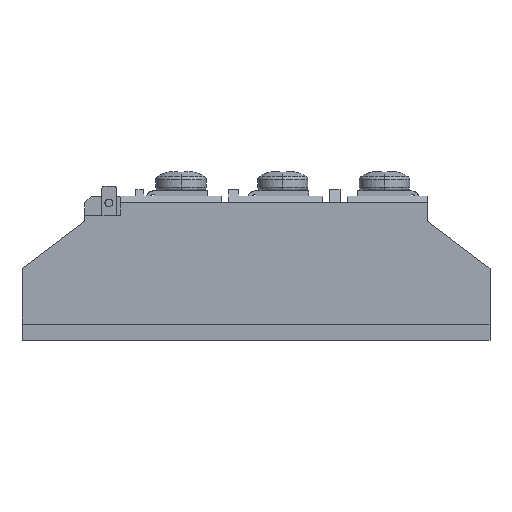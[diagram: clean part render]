
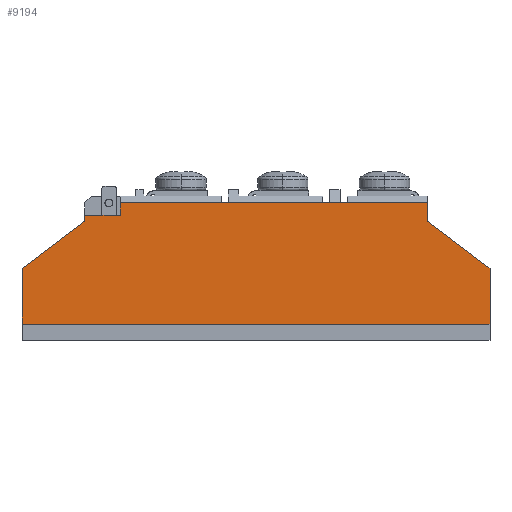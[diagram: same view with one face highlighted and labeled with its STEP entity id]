
A CAD part, top view. The second image highlights one B-rep face of the part: STEP entity #9194.
In plain terms, the highlighted planar face has unit normal (0, 0, -1).
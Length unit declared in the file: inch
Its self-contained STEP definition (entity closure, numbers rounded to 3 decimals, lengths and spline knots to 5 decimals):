
#7614 = PLANE ( 'NONE',  #19333 ) ;
#7615 = CARTESIAN_POINT ( 'NONE',  ( 1.78997, 0.02386, 0.26643 ) ) ;
#7616 = DIRECTION ( 'NONE',  ( 0., 0., -1. ) ) ;
#7617 = DIRECTION ( 'NONE',  ( -1., 0., 0. ) ) ;
#8176 = CARTESIAN_POINT ( 'NONE',  ( -1.07003, 0.49386, 0.26643 ) ) ;
#8177 = DIRECTION ( 'NONE',  ( 0., 1., 0. ) ) ;
#8178 = CARTESIAN_POINT ( 'NONE',  ( -0.02003, 0.86386, 0.26643 ) ) ;
#8179 = DIRECTION ( 'NONE',  ( 1., 0., 0. ) ) ;
#8180 = CARTESIAN_POINT ( 'NONE',  ( -1.34503, 0.49386, 0.26643 ) ) ;
#8181 = DIRECTION ( 'NONE',  ( 0., 1., 0. ) ) ;
#8182 = CARTESIAN_POINT ( 'NONE',  ( -1.83003, 0.45386, 0.26643 ) ) ;
#8183 = CARTESIAN_POINT ( 'NONE',  ( -1.66836, 0.57569, 0.26643 ) ) ;
#8184 = CARTESIAN_POINT ( 'NONE',  ( -1.50669, 0.69751, 0.26643 ) ) ;
#8185 = CARTESIAN_POINT ( 'NONE',  ( -1.34503, 0.81934, 0.26643 ) ) ;
#8186 = CARTESIAN_POINT ( 'NONE',  ( -1.83003, 0.49386, 0.26643 ) ) ;
#8187 = DIRECTION ( 'NONE',  ( 0., 1., 0. ) ) ;
#8188 = CARTESIAN_POINT ( 'NONE',  ( -0.02003, 0.02386, 0.26643 ) ) ;
#8189 = DIRECTION ( 'NONE',  ( -1., 0., 0. ) ) ;
#8190 = CARTESIAN_POINT ( 'NONE',  ( 1.78997, 0.49386, 0.26643 ) ) ;
#8191 = DIRECTION ( 'NONE',  ( 0., -1., 0. ) ) ;
#8192 = CARTESIAN_POINT ( 'NONE',  ( 1.30497, 0.81934, 0.26643 ) ) ;
#8193 = CARTESIAN_POINT ( 'NONE',  ( 1.46664, 0.69751, 0.26643 ) ) ;
#8194 = CARTESIAN_POINT ( 'NONE',  ( 1.62831, 0.57569, 0.26643 ) ) ;
#8195 = CARTESIAN_POINT ( 'NONE',  ( 1.78997, 0.45386, 0.26643 ) ) ;
#8196 = CARTESIAN_POINT ( 'NONE',  ( -0.02003, 0.96386, 0.26643 ) ) ;
#8197 = DIRECTION ( 'NONE',  ( 1., 0., 0. ) ) ;
#8198 = CARTESIAN_POINT ( 'NONE',  ( 1.30497, 0.49386, 0.26643 ) ) ;
#8199 = DIRECTION ( 'NONE',  ( 0., -1., 0. ) ) ;
#9194 = ADVANCED_FACE ( 'NONE', ( #31568 ), #7614, .T. ) ;
#9367 = EDGE_CURVE ( 'NONE', #35882, #35873, #10965, .T. ) ;
#9369 = EDGE_CURVE ( 'NONE', #35881, #35882, #10966, .T. ) ;
#9373 = EDGE_CURVE ( 'NONE', #35880, #35881, #10967, .T. ) ;
#9374 = EDGE_CURVE ( 'NONE', #35879, #35880, #36366, .T. ) ;
#9375 = EDGE_CURVE ( 'NONE', #35878, #35879, #10968, .T. ) ;
#9376 = EDGE_CURVE ( 'NONE', #35877, #35878, #10969, .T. ) ;
#9378 = EDGE_CURVE ( 'NONE', #35876, #35877, #10970, .T. ) ;
#9381 = EDGE_CURVE ( 'NONE', #35875, #35876, #36365, .T. ) ;
#9382 = EDGE_CURVE ( 'NONE', #35873, #35874, #10971, .T. ) ;
#9383 = EDGE_CURVE ( 'NONE', #35874, #35875, #10972, .T. ) ;
#10363 = ORIENTED_EDGE ( 'NONE', *, *, #9367, .T. ) ;
#10364 = ORIENTED_EDGE ( 'NONE', *, *, #9369, .T. ) ;
#10365 = ORIENTED_EDGE ( 'NONE', *, *, #9373, .T. ) ;
#10366 = ORIENTED_EDGE ( 'NONE', *, *, #9374, .T. ) ;
#10367 = ORIENTED_EDGE ( 'NONE', *, *, #9375, .T. ) ;
#10368 = ORIENTED_EDGE ( 'NONE', *, *, #9376, .T. ) ;
#10369 = ORIENTED_EDGE ( 'NONE', *, *, #9378, .T. ) ;
#10370 = ORIENTED_EDGE ( 'NONE', *, *, #9383, .T. ) ;
#10371 = ORIENTED_EDGE ( 'NONE', *, *, #9381, .T. ) ;
#10372 = ORIENTED_EDGE ( 'NONE', *, *, #9382, .T. ) ;
#10965 = LINE ( 'NONE', #8176, #19950 ) ;
#10966 = LINE ( 'NONE', #8178, #19953 ) ;
#10967 = LINE ( 'NONE', #8180, #19956 ) ;
#10968 = LINE ( 'NONE', #8186, #19957 ) ;
#10969 = LINE ( 'NONE', #8188, #19958 ) ;
#10970 = LINE ( 'NONE', #8190, #19959 ) ;
#10971 = LINE ( 'NONE', #8196, #19960 ) ;
#10972 = LINE ( 'NONE', #8198, #19961 ) ;
#16762 = CARTESIAN_POINT ( 'NONE',  ( -1.07003, 0.96386, 0.26643 ) ) ;
#16763 = CARTESIAN_POINT ( 'NONE',  ( 1.30497, 0.96386, 0.26643 ) ) ;
#16764 = CARTESIAN_POINT ( 'NONE',  ( 1.30497, 0.81934, 0.26643 ) ) ;
#16765 = CARTESIAN_POINT ( 'NONE',  ( 1.78997, 0.45386, 0.26643 ) ) ;
#16766 = CARTESIAN_POINT ( 'NONE',  ( 1.78997, 0.02386, 0.26643 ) ) ;
#16767 = CARTESIAN_POINT ( 'NONE',  ( -1.83003, 0.02386, 0.26643 ) ) ;
#16768 = CARTESIAN_POINT ( 'NONE',  ( -1.83003, 0.45386, 0.26643 ) ) ;
#16769 = CARTESIAN_POINT ( 'NONE',  ( -1.34503, 0.81934, 0.26643 ) ) ;
#16770 = CARTESIAN_POINT ( 'NONE',  ( -1.34503, 0.86386, 0.26643 ) ) ;
#16771 = CARTESIAN_POINT ( 'NONE',  ( -1.07003, 0.86386, 0.26643 ) ) ;
#19333 = AXIS2_PLACEMENT_3D ( 'NONE', #7615, #7616, #7617 ) ;
#19950 = VECTOR ( 'NONE', #8177, 39.37008 ) ;
#19953 = VECTOR ( 'NONE', #8179, 39.37008 ) ;
#19956 = VECTOR ( 'NONE', #8181, 39.37008 ) ;
#19957 = VECTOR ( 'NONE', #8187, 39.37008 ) ;
#19958 = VECTOR ( 'NONE', #8189, 39.37008 ) ;
#19959 = VECTOR ( 'NONE', #8191, 39.37008 ) ;
#19960 = VECTOR ( 'NONE', #8197, 39.37008 ) ;
#19961 = VECTOR ( 'NONE', #8199, 39.37008 ) ;
#21209 = EDGE_LOOP ( 'NONE', ( #10372, #10370, #10371, #10369, #10368, #10367, #10366, #10365, #10364, #10363 ) ) ;
#31568 = FACE_OUTER_BOUND ( 'NONE', #21209, .T. ) ;
#35873 = VERTEX_POINT ( 'NONE', #16762 ) ;
#35874 = VERTEX_POINT ( 'NONE', #16763 ) ;
#35875 = VERTEX_POINT ( 'NONE', #16764 ) ;
#35876 = VERTEX_POINT ( 'NONE', #16765 ) ;
#35877 = VERTEX_POINT ( 'NONE', #16766 ) ;
#35878 = VERTEX_POINT ( 'NONE', #16767 ) ;
#35879 = VERTEX_POINT ( 'NONE', #16768 ) ;
#35880 = VERTEX_POINT ( 'NONE', #16769 ) ;
#35881 = VERTEX_POINT ( 'NONE', #16770 ) ;
#35882 = VERTEX_POINT ( 'NONE', #16771 ) ;
#36365 = B_SPLINE_CURVE_WITH_KNOTS ( 'NONE', 3,
 ( #8192, #8193, #8194, #8195 ),
 .UNSPECIFIED., .F., .F.,
 ( 4, 4 ),
 ( 0., 1. ),
 .UNSPECIFIED. ) ;
#36366 = B_SPLINE_CURVE_WITH_KNOTS ( 'NONE', 3,
 ( #8182, #8183, #8184, #8185 ),
 .UNSPECIFIED., .F., .F.,
 ( 4, 4 ),
 ( 0., 1. ),
 .UNSPECIFIED. ) ;
